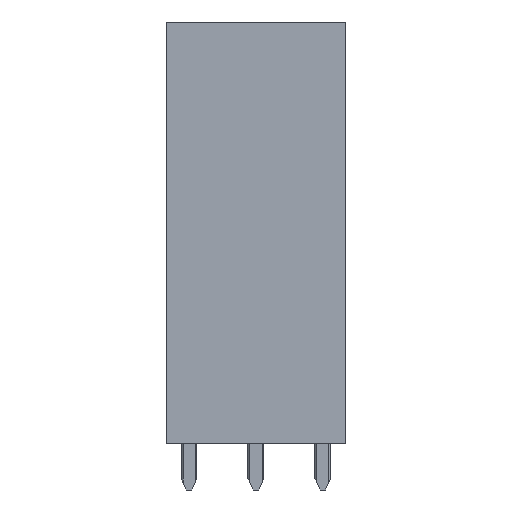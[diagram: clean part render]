
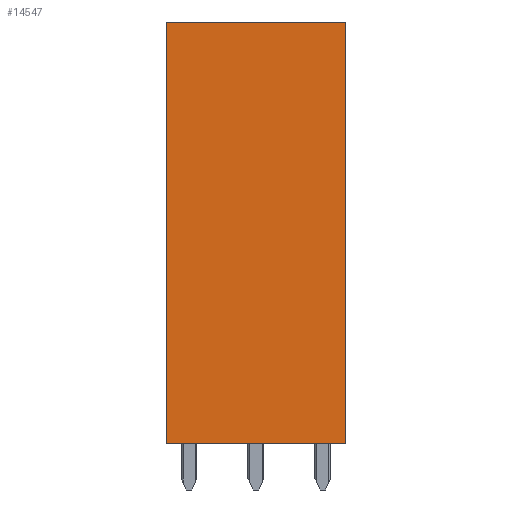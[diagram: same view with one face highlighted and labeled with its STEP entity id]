
A CAD part, left-side view. The second image highlights one B-rep face of the part: STEP entity #14547.
In plain terms, the highlighted planar face has unit normal (-1, 0, 0).
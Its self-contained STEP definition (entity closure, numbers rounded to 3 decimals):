
#14539=AXIS2_PLACEMENT_3D('Plane Axis2P3D',#14536,#14537,#14538) ;
#872=CARTESIAN_POINT('Vertex',(0.,13.6,35.5)) ;
#875=CARTESIAN_POINT('Line Origine',(0.,6.8,35.5)) ;
#879=CARTESIAN_POINT('Vertex',(0.,0.,35.5)) ;
#7324=CARTESIAN_POINT('Vertex',(0.,0.,3.5)) ;
#7327=CARTESIAN_POINT('Line Origine',(0.,6.8,3.5)) ;
#7331=CARTESIAN_POINT('Vertex',(0.,13.6,3.5)) ;
#12054=CARTESIAN_POINT('Line Origine',(0.,13.6,19.5)) ;
#14257=CARTESIAN_POINT('Line Origine',(0.,0.,19.5)) ;
#14536=CARTESIAN_POINT('Axis2P3D Location',(0.,0.,0.)) ;
#876=DIRECTION('Vector Direction',(0.,-1.,0.)) ;
#7328=DIRECTION('Vector Direction',(0.,1.,0.)) ;
#12055=DIRECTION('Vector Direction',(0.,0.,1.)) ;
#14258=DIRECTION('Vector Direction',(0.,0.,-1.)) ;
#14537=DIRECTION('Axis2P3D Direction',(-1.,0.,0.)) ;
#14538=DIRECTION('Axis2P3D XDirection',(0.,0.,1.)) ;
#877=VECTOR('Line Direction',#876,1.) ;
#7329=VECTOR('Line Direction',#7328,1.) ;
#12056=VECTOR('Line Direction',#12055,1.) ;
#14259=VECTOR('Line Direction',#14258,1.) ;
#14542=ORIENTED_EDGE('',*,*,#14261,.T.) ;
#14543=ORIENTED_EDGE('',*,*,#881,.T.) ;
#14544=ORIENTED_EDGE('',*,*,#12058,.T.) ;
#14545=ORIENTED_EDGE('',*,*,#7333,.T.) ;
#14547=ADVANCED_FACE('HOUSING',(#14546),#14540,.T.) ;
#881=EDGE_CURVE('',#880,#873,#878,.F.) ;
#7333=EDGE_CURVE('',#7332,#7325,#7330,.F.) ;
#12058=EDGE_CURVE('',#873,#7332,#12057,.F.) ;
#14261=EDGE_CURVE('',#7325,#880,#14260,.F.) ;
#14541=EDGE_LOOP('',(#14542,#14543,#14544,#14545)) ;
#14546=FACE_OUTER_BOUND('',#14541,.T.) ;
#878=LINE('Line',#875,#877) ;
#7330=LINE('Line',#7327,#7329) ;
#12057=LINE('Line',#12054,#12056) ;
#14260=LINE('Line',#14257,#14259) ;
#14540=PLANE('',#14539) ;
#873=VERTEX_POINT('',#872) ;
#880=VERTEX_POINT('',#879) ;
#7325=VERTEX_POINT('',#7324) ;
#7332=VERTEX_POINT('',#7331) ;
